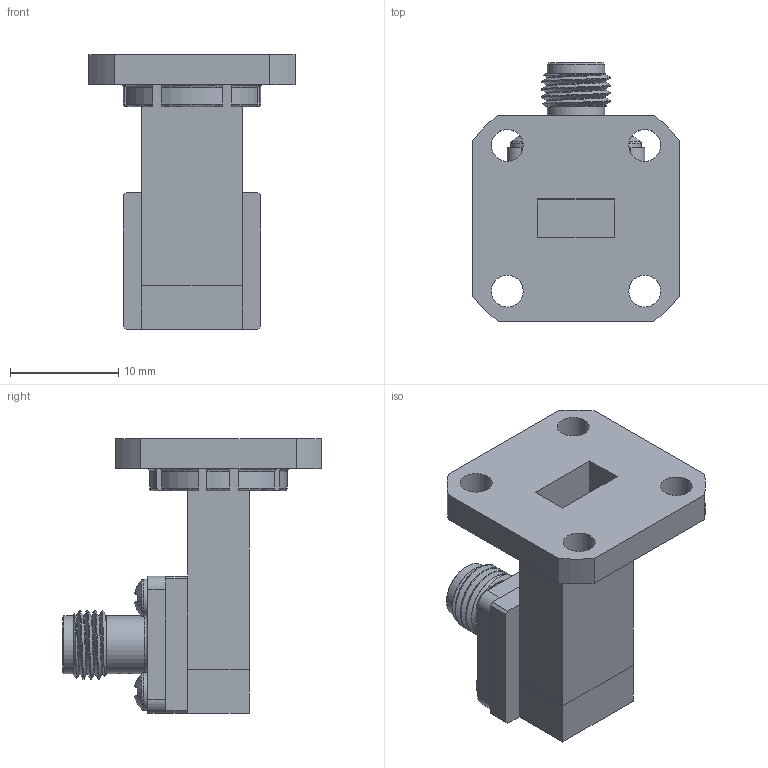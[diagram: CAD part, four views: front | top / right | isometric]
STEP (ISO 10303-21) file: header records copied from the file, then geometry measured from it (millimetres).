
FILE_DESCRIPTION (( 'STEP AP203' ), '1' );
FILE_NAME ('PEWCA1000_3D.step', '2021-10-20T14:53:43', ( '' ), ( '' ), 'SwSTEP 2.0', 'SolidWorks 2021', '' );
FILE_SCHEMA (( 'CONFIG_CONTROL_DESIGN' ));
Length unit declared in the file: inch
Products named in the file (1): PEWCA1000_3D
Bounding box: 19.05 x 23.93 x 25.4 mm (x, y, z)
Volume: 2333.9 mm3; surface area: 2997.1 mm2
Topology: 1 solids, 6 shells, 257 faces, 672 edges, 444 vertices
Faces by surface type: plane 154, cylinder 42, bspline 23, cone 21, torus 17
Full cylindrical faces by diameter (mm): 0.914 x1, 1.168 x1, 2.578 x4, 2.92 x1, 2.946 x4, 3.454 x4, 4.013 x1, 4.521 x1, 5.08 x1, 5.334 x2
Entity records: 15129 total; most frequent: CARTESIAN_POINT 9233, ORIENTED_EDGE 1266, DIRECTION 1050, EDGE_CURVE 633, VERTEX_POINT 433, AXIS2_PLACEMENT_3D 373, EDGE_LOOP 320, VECTOR 304
